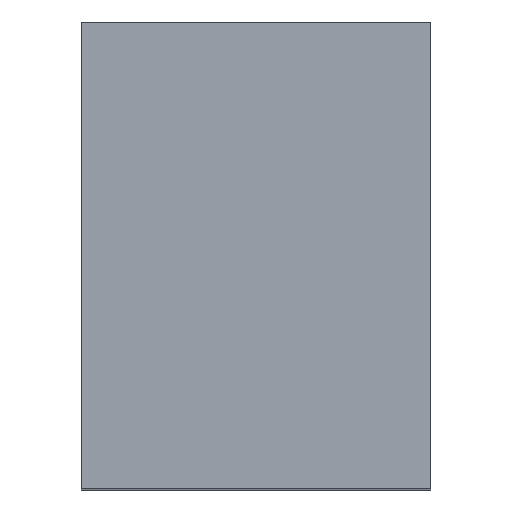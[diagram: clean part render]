
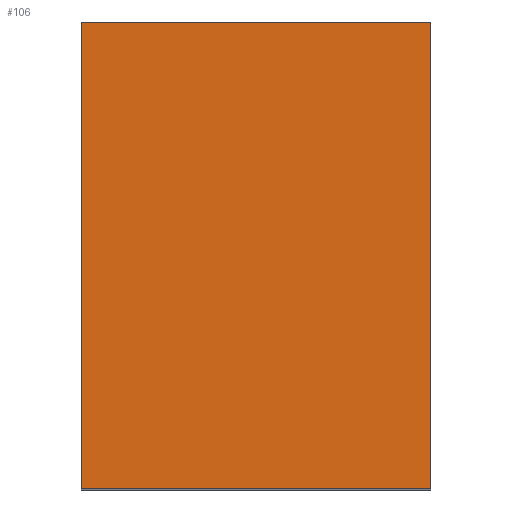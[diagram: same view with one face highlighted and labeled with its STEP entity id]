
A CAD part, top view. The second image highlights one B-rep face of the part: STEP entity #106.
In plain terms, the highlighted planar face has unit normal (0, 0, 1).
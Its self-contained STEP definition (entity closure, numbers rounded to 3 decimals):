
#3 = VERTEX_POINT ( 'NONE', #107 ) ;
#10 = CARTESIAN_POINT ( 'NONE',  ( -1.5, 4., 8. ) ) ;
#11 = CARTESIAN_POINT ( 'NONE',  ( 1.5, 4., 8. ) ) ;
#14 = VECTOR ( 'NONE', #23, 1000. ) ;
#22 = CARTESIAN_POINT ( 'NONE',  ( -1.5, 0., 8. ) ) ;
#23 = DIRECTION ( 'NONE',  ( 1., 0., 0. ) ) ;
#28 = EDGE_CURVE ( 'NONE', #80, #187, #47, .T. ) ;
#29 = VECTOR ( 'NONE', #68, 1000. ) ;
#35 = EDGE_CURVE ( 'NONE', #3, #105, #51, .T. ) ;
#43 = EDGE_LOOP ( 'NONE', ( #198, #74, #89, #188 ) ) ;
#47 = LINE ( 'NONE', #87, #91 ) ;
#51 = LINE ( 'NONE', #186, #29 ) ;
#67 = CARTESIAN_POINT ( 'NONE',  ( -1.5, 0., 8. ) ) ;
#68 = DIRECTION ( 'NONE',  ( 0., -1., 0. ) ) ;
#73 = EDGE_CURVE ( 'NONE', #80, #105, #133, .T. ) ;
#74 = ORIENTED_EDGE ( 'NONE', *, *, #73, .T. ) ;
#75 = FACE_OUTER_BOUND ( 'NONE', #43, .T. ) ;
#80 = VERTEX_POINT ( 'NONE', #67 ) ;
#84 = DIRECTION ( 'NONE',  ( -1., 0., 0. ) ) ;
#87 = CARTESIAN_POINT ( 'NONE',  ( -1.5, 0., 8. ) ) ;
#89 = ORIENTED_EDGE ( 'NONE', *, *, #35, .F. ) ;
#91 = VECTOR ( 'NONE', #191, 1000. ) ;
#103 = PLANE ( 'NONE',  #201 ) ;
#105 = VERTEX_POINT ( 'NONE', #185 ) ;
#106 = ADVANCED_FACE ( 'NONE', ( #75 ), #103, .F. ) ;
#107 = CARTESIAN_POINT ( 'NONE',  ( 1.5, 4., 8. ) ) ;
#133 = LINE ( 'NONE', #176, #14 ) ;
#144 = EDGE_CURVE ( 'NONE', #3, #187, #175, .T. ) ;
#158 = VECTOR ( 'NONE', #200, 1000. ) ;
#175 = LINE ( 'NONE', #11, #158 ) ;
#176 = CARTESIAN_POINT ( 'NONE',  ( -1.5, 0., 8. ) ) ;
#185 = CARTESIAN_POINT ( 'NONE',  ( 1.5, 0., 8. ) ) ;
#186 = CARTESIAN_POINT ( 'NONE',  ( 1.5, 4., 8. ) ) ;
#187 = VERTEX_POINT ( 'NONE', #10 ) ;
#188 = ORIENTED_EDGE ( 'NONE', *, *, #144, .T. ) ;
#191 = DIRECTION ( 'NONE',  ( 0., 1., 0. ) ) ;
#198 = ORIENTED_EDGE ( 'NONE', *, *, #28, .F. ) ;
#200 = DIRECTION ( 'NONE',  ( -1., 0., 0. ) ) ;
#201 = AXIS2_PLACEMENT_3D ( 'NONE', #22, #202, #84 ) ;
#202 = DIRECTION ( 'NONE',  ( 0., 0., -1. ) ) ;
